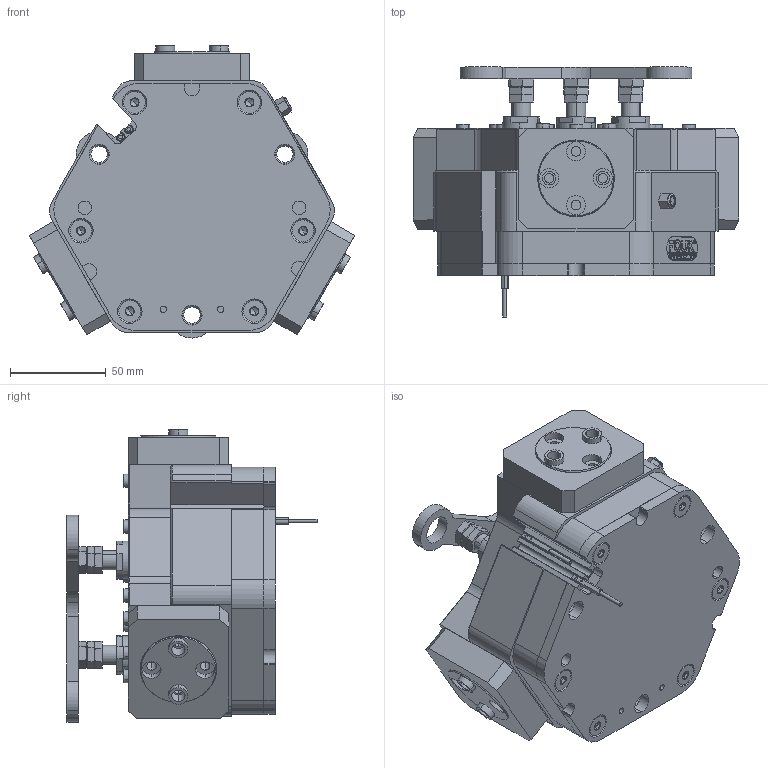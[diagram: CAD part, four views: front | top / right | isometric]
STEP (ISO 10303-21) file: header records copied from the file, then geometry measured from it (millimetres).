
FILE_DESCRIPTION (( 'STEP AP203' ), '1' );
FILE_NAME ('TZF90-C.STEP', '2026-03-25T01:19:31', ( '' ), ( '' ), 'SwSTEP 2.0', 'SolidWorks 2018', '' );
FILE_SCHEMA (( 'CONFIG_CONTROL_DESIGN' ));
Length unit declared in the file: millimetre
Products named in the file (16): TZF90-C; TRF57-06 耜猾极; 蹟隊M6X16; TZF90-M-04 滅鳥裔啣; BSLMM5; FZ90-155-M-05 菁裔啣; 錨璃2; 蹟恇芛; 錨璃3; 32x12-R6; 六角薄螺母_A级和B级[GBT6172_1-2000][M8]_M8; 棠羲換覜ん; TZF90-M-01 褲极; TZF90-M-13 芢蹋啣; TRF57-05 忒硌薊輸; 芢裝
Assembly tree (56 placements, depth 2):
  TZF90-C
    TZF90-M-01 褲极
    TZF90-M-04 滅鳥裔啣
    FZ90-155-M-05 菁裔啣
    TRF57-06 耜猾极  x3
    TRF57-05 忒硌薊輸  x3
    蹟恇芛  x3
    芢裝  x3
    TZF90-M-13 芢蹋啣
    棠羲換覜ん  x2
    32x12-R6
    錨璃2  x15
    錨璃3  x6
    蹟隊M6X16  x6
    BSLMM5
    六角薄螺母_A级和B级[GBT6172_1-2000][M8]_M8  x9
Bounding box: 169.95 x 130.53 x 152.5 mm (x, y, z)
Volume: 1009115.7 mm3; surface area: 218107.2 mm2
Topology: 56 solids, 56 shells, 1923 faces, 4746 edges, 3006 vertices
Faces by surface type: plane 800, cylinder 532, cone 391, bspline 172, torus 26, sphere 2
Entity records: 45837 total; most frequent: CARTESIAN_POINT 13278, ORIENTED_EDGE 6318, DIRECTION 5894, EDGE_CURVE 3159, VERTEX_POINT 2036, AXIS2_PLACEMENT_3D 1996, VECTOR 1902, LINE 1902
